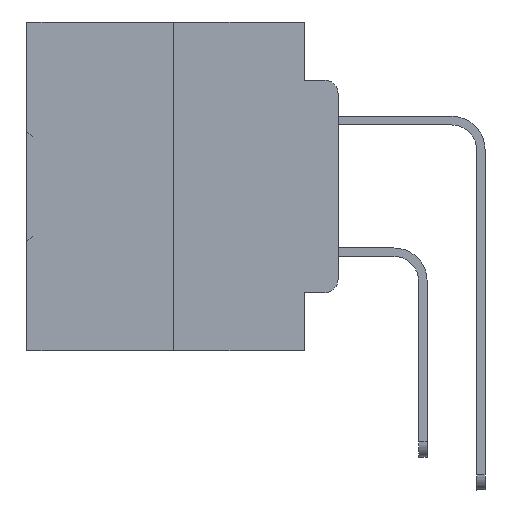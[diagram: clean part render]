
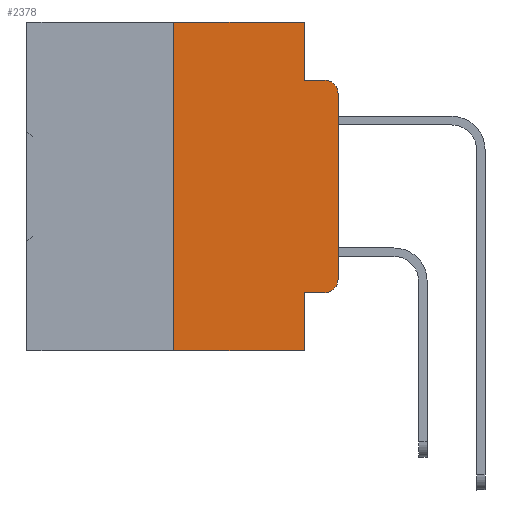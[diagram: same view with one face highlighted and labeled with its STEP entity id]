
A CAD part, left-side view. The second image highlights one B-rep face of the part: STEP entity #2378.
In plain terms, the highlighted planar face has unit normal (-1, 0, 0).
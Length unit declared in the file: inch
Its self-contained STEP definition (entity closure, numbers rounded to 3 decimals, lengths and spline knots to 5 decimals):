
#373 = AXIS2_PLACEMENT_3D ( 'NONE', #13182, #33608, #16170 ) ;
#700 = VERTEX_POINT ( 'NONE', #10743 ) ;
#1084 = CIRCLE ( 'NONE', #373, 0.02 ) ;
#1529 = PLANE ( 'NONE',  #29564 ) ;
#2378 = ADVANCED_FACE ( 'NONE', ( #22846 ), #1529, .F. ) ;
#2550 = VECTOR ( 'NONE', #34796, 39.37008 ) ;
#2917 = CARTESIAN_POINT ( 'NONE',  ( 0., 0.02, -0.4115 ) ) ;
#2945 = VERTEX_POINT ( 'NONE', #16317 ) ;
#2977 = CARTESIAN_POINT ( 'NONE',  ( 0., 0.051, -0.0885 ) ) ;
#3204 = ORIENTED_EDGE ( 'NONE', *, *, #3326, .F. ) ;
#3326 = EDGE_CURVE ( 'NONE', #24193, #12602, #14858, .T. ) ;
#3820 = VECTOR ( 'NONE', #14420, 39.37008 ) ;
#4569 = DIRECTION ( 'NONE',  ( 0., -1., 0. ) ) ;
#5344 = EDGE_CURVE ( 'NONE', #2945, #12602, #1084, .T. ) ;
#5374 = CARTESIAN_POINT ( 'NONE',  ( 0., 0.25, 0. ) ) ;
#6030 = ORIENTED_EDGE ( 'NONE', *, *, #12847, .T. ) ;
#6444 = VERTEX_POINT ( 'NONE', #15078 ) ;
#6902 = VECTOR ( 'NONE', #4569, 39.37008 ) ;
#7000 = VECTOR ( 'NONE', #32641, 39.37008 ) ;
#7364 = EDGE_CURVE ( 'NONE', #6444, #700, #19717, .T. ) ;
#8397 = ORIENTED_EDGE ( 'NONE', *, *, #37464, .T. ) ;
#8895 = VECTOR ( 'NONE', #21658, 39.37008 ) ;
#9579 = CARTESIAN_POINT ( 'NONE',  ( 0., 0.051, -0.5 ) ) ;
#10076 = LINE ( 'NONE', #32524, #24915 ) ;
#10194 = ORIENTED_EDGE ( 'NONE', *, *, #19347, .T. ) ;
#10732 = DIRECTION ( 'NONE',  ( -1., 0., 0. ) ) ;
#10743 = CARTESIAN_POINT ( 'NONE',  ( 0., 0.25, 0. ) ) ;
#10764 = LINE ( 'NONE', #30377, #18686 ) ;
#11377 = EDGE_CURVE ( 'NONE', #31572, #24193, #13427, .T. ) ;
#11657 = CARTESIAN_POINT ( 'NONE',  ( 0., 0.051, 0. ) ) ;
#11893 = DIRECTION ( 'NONE',  ( 0., 0., -1. ) ) ;
#12602 = VERTEX_POINT ( 'NONE', #22105 ) ;
#12800 = DIRECTION ( 'NONE',  ( 0., -1., 0. ) ) ;
#12847 = EDGE_CURVE ( 'NONE', #6444, #34514, #26268, .T. ) ;
#12912 = DIRECTION ( 'NONE',  ( 0., 0., -1. ) ) ;
#13182 = CARTESIAN_POINT ( 'NONE',  ( 0., 0.02, -0.1085 ) ) ;
#13355 = EDGE_CURVE ( 'NONE', #32089, #34514, #10076, .T. ) ;
#13427 = LINE ( 'NONE', #27616, #28155 ) ;
#14420 = DIRECTION ( 'NONE',  ( 0., 0., 1. ) ) ;
#14858 = LINE ( 'NONE', #2977, #6902 ) ;
#15078 = CARTESIAN_POINT ( 'NONE',  ( 0., 0.25, -0.5 ) ) ;
#15322 = ORIENTED_EDGE ( 'NONE', *, *, #15363, .T. ) ;
#15363 = EDGE_CURVE ( 'NONE', #32089, #18596, #10764, .T. ) ;
#15656 = CARTESIAN_POINT ( 'NONE',  ( 0., 0., 0. ) ) ;
#15866 = LINE ( 'NONE', #18017, #7000 ) ;
#16170 = DIRECTION ( 'NONE',  ( 0., 0., -1. ) ) ;
#16317 = CARTESIAN_POINT ( 'NONE',  ( 0., 0., -0.1085 ) ) ;
#16968 = CARTESIAN_POINT ( 'NONE',  ( 0., 0.051, -0.4115 ) ) ;
#17413 = CARTESIAN_POINT ( 'NONE',  ( 0., 0.473, -0.5 ) ) ;
#18017 = CARTESIAN_POINT ( 'NONE',  ( 0., 0.473, 0. ) ) ;
#18596 = VERTEX_POINT ( 'NONE', #2917 ) ;
#18686 = VECTOR ( 'NONE', #12800, 39.37008 ) ;
#19072 = DIRECTION ( 'NONE',  ( 1., 0., 0. ) ) ;
#19347 = EDGE_CURVE ( 'NONE', #18596, #33114, #36068, .T. ) ;
#19717 = LINE ( 'NONE', #5374, #3820 ) ;
#20988 = ORIENTED_EDGE ( 'NONE', *, *, #7364, .F. ) ;
#21591 = EDGE_CURVE ( 'NONE', #700, #31572, #15866, .T. ) ;
#21658 = DIRECTION ( 'NONE',  ( 0., 0., 1. ) ) ;
#22105 = CARTESIAN_POINT ( 'NONE',  ( 0., 0.02, -0.0885 ) ) ;
#22245 = AXIS2_PLACEMENT_3D ( 'NONE', #28385, #10732, #31279 ) ;
#22846 = FACE_OUTER_BOUND ( 'NONE', #26870, .T. ) ;
#24193 = VERTEX_POINT ( 'NONE', #37159 ) ;
#24873 = CARTESIAN_POINT ( 'NONE',  ( 0., 0.473, 0. ) ) ;
#24915 = VECTOR ( 'NONE', #11893, 39.37008 ) ;
#26268 = LINE ( 'NONE', #17413, #2550 ) ;
#26870 = EDGE_LOOP ( 'NONE', ( #8397, #31838, #3204, #26879, #27767, #20988, #6030, #29988, #15322, #10194 ) ) ;
#26879 = ORIENTED_EDGE ( 'NONE', *, *, #11377, .F. ) ;
#27616 = CARTESIAN_POINT ( 'NONE',  ( 0., 0.051, 0. ) ) ;
#27643 = CARTESIAN_POINT ( 'NONE',  ( 0., 0., -0.3915 ) ) ;
#27767 = ORIENTED_EDGE ( 'NONE', *, *, #21591, .F. ) ;
#28155 = VECTOR ( 'NONE', #36236, 39.37008 ) ;
#28385 = CARTESIAN_POINT ( 'NONE',  ( 0., 0.02, -0.3915 ) ) ;
#29564 = AXIS2_PLACEMENT_3D ( 'NONE', #24873, #19072, #12912 ) ;
#29988 = ORIENTED_EDGE ( 'NONE', *, *, #13355, .F. ) ;
#30377 = CARTESIAN_POINT ( 'NONE',  ( 0., 0.051, -0.4115 ) ) ;
#31279 = DIRECTION ( 'NONE',  ( 0., 0., -1. ) ) ;
#31572 = VERTEX_POINT ( 'NONE', #11657 ) ;
#31838 = ORIENTED_EDGE ( 'NONE', *, *, #5344, .T. ) ;
#32089 = VERTEX_POINT ( 'NONE', #16968 ) ;
#32317 = LINE ( 'NONE', #15656, #8895 ) ;
#32524 = CARTESIAN_POINT ( 'NONE',  ( 0., 0.051, 0. ) ) ;
#32641 = DIRECTION ( 'NONE',  ( 0., -1., 0. ) ) ;
#33114 = VERTEX_POINT ( 'NONE', #27643 ) ;
#33608 = DIRECTION ( 'NONE',  ( -1., 0., 0. ) ) ;
#34514 = VERTEX_POINT ( 'NONE', #9579 ) ;
#34796 = DIRECTION ( 'NONE',  ( 0., -1., 0. ) ) ;
#36068 = CIRCLE ( 'NONE', #22245, 0.02 ) ;
#36236 = DIRECTION ( 'NONE',  ( 0., 0., -1. ) ) ;
#37159 = CARTESIAN_POINT ( 'NONE',  ( 0., 0.051, -0.0885 ) ) ;
#37464 = EDGE_CURVE ( 'NONE', #33114, #2945, #32317, .T. ) ;
